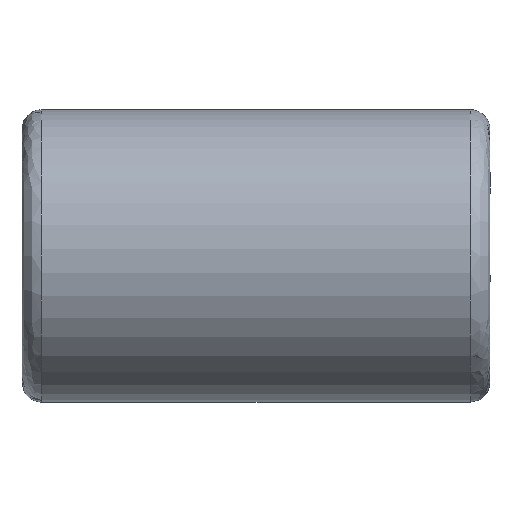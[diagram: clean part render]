
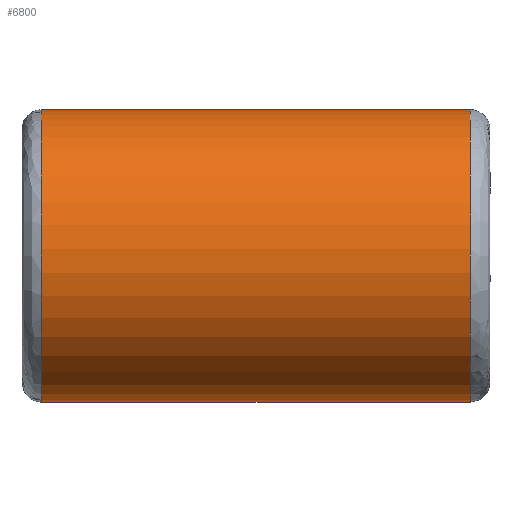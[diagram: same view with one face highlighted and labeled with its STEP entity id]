
A CAD part, front view. The second image highlights one B-rep face of the part: STEP entity #6800.
In plain terms, the highlighted free-form (B-spline) face has degree [3, 1] with [7, 2] control points.
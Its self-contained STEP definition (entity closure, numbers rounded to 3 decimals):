
#10 = CARTESIAN_POINT ('', (23., 0., 7.5));
#20 = VERTEX_POINT ('', #10);
#30 = CARTESIAN_POINT ('', (23., 0., -7.5));
#40 = VERTEX_POINT ('', #30);
#50 = CARTESIAN_POINT ('', (23., 0., 7.5));
#60 = CARTESIAN_POINT ('', (23., 15., 7.5));
#70 = CARTESIAN_POINT ('', (23., 15., -7.5));
#80 = CARTESIAN_POINT ('', (23., 0., -7.5));
#90 = (
   BOUNDED_CURVE ()
   B_SPLINE_CURVE (3, (#50, #60, #70, #80), .UNSPECIFIED., .F., .U.)
   B_SPLINE_CURVE_WITH_KNOTS ((4, 4), (0., 1.), .UNSPECIFIED.)
   CURVE ()
   GEOMETRIC_REPRESENTATION_ITEM ()
   RATIONAL_B_SPLINE_CURVE ((1., 0.333, 0.333, 1.))
   REPRESENTATION_ITEM ('')
);
#100 = EDGE_CURVE ('', #20, #40, #90, .T.);
#2300 = CARTESIAN_POINT ('', (23., 0., -7.5));
#2310 = CARTESIAN_POINT ('', (23., -15., -7.5));
#2320 = CARTESIAN_POINT ('', (23., -15., 7.5));
#2330 = CARTESIAN_POINT ('', (23., 0., 7.5));
#2340 = (
   BOUNDED_CURVE ()
   B_SPLINE_CURVE (3, (#2300, #2310, #2320, #2330), .UNSPECIFIED., .F., .U.)
   B_SPLINE_CURVE_WITH_KNOTS ((4, 4), (0., 1.), .UNSPECIFIED.)
   CURVE ()
   GEOMETRIC_REPRESENTATION_ITEM ()
   RATIONAL_B_SPLINE_CURVE ((1., 0.333, 0.333, 1.))
   REPRESENTATION_ITEM ('')
);
#2350 = EDGE_CURVE ('', #40, #20, #2340, .T.);
#5930 = CARTESIAN_POINT ('', (1., 0., 7.5));
#5940 = VERTEX_POINT ('', #5930);
#6020 = CARTESIAN_POINT ('', (1., 0., -7.5));
#6030 = VERTEX_POINT ('', #6020);
#6040 = CARTESIAN_POINT ('', (1., 0., 7.5));
#6050 = CARTESIAN_POINT ('', (1., 15., 7.5));
#6060 = CARTESIAN_POINT ('', (1., 15., -7.5));
#6070 = CARTESIAN_POINT ('', (1., 0., -7.5));
#6080 = (
   BOUNDED_CURVE ()
   B_SPLINE_CURVE (3, (#6040, #6050, #6060, #6070), .UNSPECIFIED., .F., .U.)
   B_SPLINE_CURVE_WITH_KNOTS ((4, 4), (0., 1.), .UNSPECIFIED.)
   CURVE ()
   GEOMETRIC_REPRESENTATION_ITEM ()
   RATIONAL_B_SPLINE_CURVE ((0.957, 0.319, 0.319, 0.957))
   REPRESENTATION_ITEM ('')
);
#6090 = EDGE_CURVE ('', #5940, #6030, #6080, .T.);
#6110 = CARTESIAN_POINT ('', (1., 0., -7.5));
#6120 = CARTESIAN_POINT ('', (1., -15., -7.5));
#6130 = CARTESIAN_POINT ('', (1., -15., 7.5));
#6140 = CARTESIAN_POINT ('', (1., 0., 7.5));
#6150 = (
   BOUNDED_CURVE ()
   B_SPLINE_CURVE (3, (#6110, #6120, #6130, #6140), .UNSPECIFIED., .F., .U.)
   B_SPLINE_CURVE_WITH_KNOTS ((4, 4), (0., 1.), .UNSPECIFIED.)
   CURVE ()
   GEOMETRIC_REPRESENTATION_ITEM ()
   RATIONAL_B_SPLINE_CURVE ((0.957, 0.319, 0.319, 0.957))
   REPRESENTATION_ITEM ('')
);
#6160 = EDGE_CURVE ('', #6030, #5940, #6150, .T.);
#6530 = ORIENTED_EDGE ('', *, *, #100, .T.);
#6540 = CARTESIAN_POINT ('', (23., 0., -7.5));
#6550 = CARTESIAN_POINT ('', (1., 0., -7.5));
#6560 = B_SPLINE_CURVE_WITH_KNOTS ('', 1, (#6540, #6550), .UNSPECIFIED., .F., .U., (2, 2), (0., 1.), .UNSPECIFIED.);
#6570 = EDGE_CURVE ('', #40, #6030, #6560, .T.);
#6580 = ORIENTED_EDGE ('', *, *, #6570, .T.);
#6590 = ORIENTED_EDGE ('', *, *, #6090, .F.);
#6600 = ORIENTED_EDGE ('', *, *, #6160, .F.);
#6610 = ORIENTED_EDGE ('', *, *, #6570, .F.);
#6620 = ORIENTED_EDGE ('', *, *, #2350, .T.);
#6630 = EDGE_LOOP ('', (#6530, #6580, #6590, #6600, #6610, #6620));
#6640 = FACE_OUTER_BOUND ('', #6630, .T.);
#6650 = CARTESIAN_POINT ('', (-1.2, 0., -7.5));
#6660 = CARTESIAN_POINT ('', (25.2, 0., -7.5));
#6670 = CARTESIAN_POINT ('', (-1.2, 15., -7.5));
#6680 = CARTESIAN_POINT ('', (25.2, 15., -7.5));
#6690 = CARTESIAN_POINT ('', (-1.2, 15., 7.5));
#6700 = CARTESIAN_POINT ('', (25.2, 15., 7.5));
#6710 = CARTESIAN_POINT ('', (-1.2, 0., 7.5));
#6720 = CARTESIAN_POINT ('', (25.2, 0., 7.5));
#6730 = CARTESIAN_POINT ('', (-1.2, -15., 7.5));
#6740 = CARTESIAN_POINT ('', (25.2, -15., 7.5));
#6750 = CARTESIAN_POINT ('', (-1.2, -15., -7.5));
#6760 = CARTESIAN_POINT ('', (25.2, -15., -7.5));
#6770 = CARTESIAN_POINT ('', (-1.2, 0., -7.5));
#6780 = CARTESIAN_POINT ('', (25.2, 0., -7.5));
#6790 = (
   BOUNDED_SURFACE ()
   B_SPLINE_SURFACE (3, 1, ((#6650, #6660), (#6670, #6680), (#6690, #6700), (#6710, #6720), (#6730, #6740), (#6750, #6760), (#6770, #6780)), .UNSPECIFIED., .T., .F., .U.)
   B_SPLINE_SURFACE_WITH_KNOTS ((4, 3, 4), (2, 2), (0., 0.5, 1.), (0., 1.), .UNSPECIFIED.)
   SURFACE ()
   GEOMETRIC_REPRESENTATION_ITEM ()
   RATIONAL_B_SPLINE_SURFACE (((1., 1.), (0.333, 0.333), (0.333, 0.333), (1., 1.), (0.333, 0.333), (0.333, 0.333), (1., 1.)))
   REPRESENTATION_ITEM ('')
);
#6800 = ADVANCED_FACE ('', (#6640), #6790, .T.);
